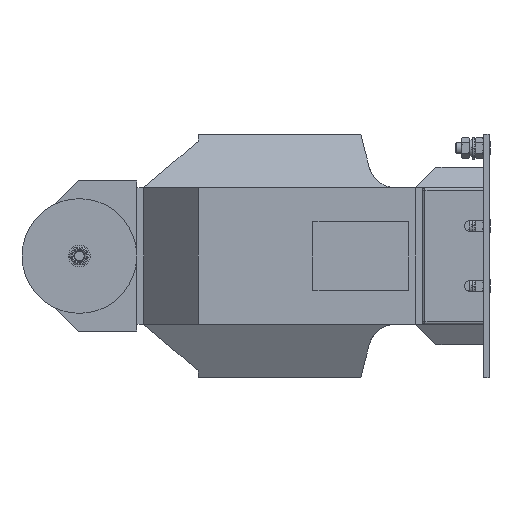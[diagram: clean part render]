
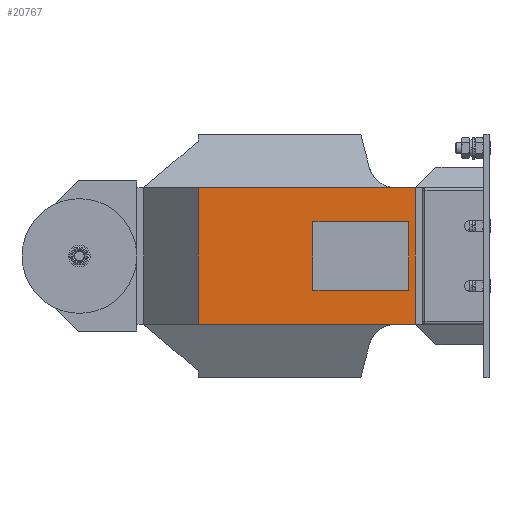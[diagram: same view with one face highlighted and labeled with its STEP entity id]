
A CAD part, left-side view. The second image highlights one B-rep face of the part: STEP entity #20767.
In plain terms, the highlighted planar face has unit normal (-1, 0, 0).
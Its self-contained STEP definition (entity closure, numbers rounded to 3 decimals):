
#1257 = ORIENTED_EDGE ( 'NONE', *, *, #21590, .T. ) ;
#1778 = PLANE ( 'NONE',  #38376 ) ;
#1796 = DIRECTION ( 'NONE',  ( 0., 0., 1. ) ) ;
#2428 = VERTEX_POINT ( 'NONE', #6107 ) ;
#2972 = EDGE_CURVE ( 'NONE', #22048, #15182, #44067, .T. ) ;
#3423 = EDGE_CURVE ( 'NONE', #29248, #41576, #21909, .T. ) ;
#4508 = DIRECTION ( 'NONE',  ( 0., -1., 0. ) ) ;
#5806 = CARTESIAN_POINT ( 'NONE',  ( -30.106, 273.048, 250.574 ) ) ;
#5855 = VECTOR ( 'NONE', #24320, 1000. ) ;
#6107 = CARTESIAN_POINT ( 'NONE',  ( -30.106, 119.048, 314.574 ) ) ;
#6475 = EDGE_CURVE ( 'NONE', #15182, #19729, #23984, .T. ) ;
#6563 = DIRECTION ( 'NONE',  ( 0., 0., -1. ) ) ;
#7184 = ORIENTED_EDGE ( 'NONE', *, *, #11646, .F. ) ;
#8206 = DIRECTION ( 'NONE',  ( 0., 0., 1. ) ) ;
#9050 = DIRECTION ( 'NONE',  ( 1., 0., 0. ) ) ;
#10330 = CARTESIAN_POINT ( 'NONE',  ( -30.106, 318.048, 389.574 ) ) ;
#10834 = VECTOR ( 'NONE', #1796, 1000. ) ;
#11174 = ORIENTED_EDGE ( 'NONE', *, *, #23579, .F. ) ;
#11646 = EDGE_CURVE ( 'NONE', #19729, #2428, #14022, .T. ) ;
#12901 = CARTESIAN_POINT ( 'NONE',  ( -30.106, 189.048, 364.574 ) ) ;
#13031 = CARTESIAN_POINT ( 'NONE',  ( -30.106, 273.048, 289.574 ) ) ;
#13634 = EDGE_CURVE ( 'NONE', #2428, #22048, #25579, .T. ) ;
#14022 = LINE ( 'NONE', #27890, #26865 ) ;
#15182 = VERTEX_POINT ( 'NONE', #34952 ) ;
#15250 = ORIENTED_EDGE ( 'NONE', *, *, #25793, .F. ) ;
#15759 = CARTESIAN_POINT ( 'NONE',  ( -30.106, 273.048, 389.574 ) ) ;
#17907 = VERTEX_POINT ( 'NONE', #34598 ) ;
#19185 = FACE_OUTER_BOUND ( 'NONE', #31832, .T. ) ;
#19203 = LINE ( 'NONE', #32992, #10834 ) ;
#19729 = VERTEX_POINT ( 'NONE', #24255 ) ;
#19820 = DIRECTION ( 'NONE',  ( 0., 0., 1. ) ) ;
#20767 = ADVANCED_FACE ( 'NONE', ( #19185, #32976 ), #1778, .F. ) ;
#21590 = EDGE_CURVE ( 'NONE', #41576, #17907, #19203, .T. ) ;
#21909 = LINE ( 'NONE', #35731, #22665 ) ;
#22048 = VERTEX_POINT ( 'NONE', #24556 ) ;
#22665 = VECTOR ( 'NONE', #4508, 1000. ) ;
#23049 = DIRECTION ( 'NONE',  ( 0., 0., -1. ) ) ;
#23579 = EDGE_CURVE ( 'NONE', #29248, #36479, #37048, .T. ) ;
#23984 = LINE ( 'NONE', #37798, #27924 ) ;
#24255 = CARTESIAN_POINT ( 'NONE',  ( -30.106, 189.048, 314.574 ) ) ;
#24320 = DIRECTION ( 'NONE',  ( 0., -1., 0. ) ) ;
#24556 = CARTESIAN_POINT ( 'NONE',  ( -30.106, 119.048, 364.574 ) ) ;
#25579 = LINE ( 'NONE', #39405, #25743 ) ;
#25743 = VECTOR ( 'NONE', #8206, 1000. ) ;
#25793 = EDGE_CURVE ( 'NONE', #36479, #17907, #41532, .T. ) ;
#26576 = VECTOR ( 'NONE', #26797, 1000. ) ;
#26797 = DIRECTION ( 'NONE',  ( 0., 1., 0. ) ) ;
#26865 = VECTOR ( 'NONE', #41744, 1000. ) ;
#27126 = CARTESIAN_POINT ( 'NONE',  ( -30.106, 114.048, 289.574 ) ) ;
#27890 = CARTESIAN_POINT ( 'NONE',  ( -30.106, 189.048, 314.574 ) ) ;
#27924 = VECTOR ( 'NONE', #6563, 1000. ) ;
#29248 = VERTEX_POINT ( 'NONE', #13031 ) ;
#31832 = EDGE_LOOP ( 'NONE', ( #32339, #1257, #15250, #11174 ) ) ;
#32339 = ORIENTED_EDGE ( 'NONE', *, *, #3423, .T. ) ;
#32976 = FACE_BOUND ( 'NONE', #33487, .T. ) ;
#32992 = CARTESIAN_POINT ( 'NONE',  ( -30.106, 114.048, 250.574 ) ) ;
#33487 = EDGE_LOOP ( 'NONE', ( #7184, #44971, #38911, #41821 ) ) ;
#34598 = CARTESIAN_POINT ( 'NONE',  ( -30.106, 114.048, 389.574 ) ) ;
#34952 = CARTESIAN_POINT ( 'NONE',  ( -30.106, 189.048, 364.574 ) ) ;
#35731 = CARTESIAN_POINT ( 'NONE',  ( -30.106, 318.048, 289.574 ) ) ;
#36479 = VERTEX_POINT ( 'NONE', #15759 ) ;
#37048 = LINE ( 'NONE', #5806, #44979 ) ;
#37798 = CARTESIAN_POINT ( 'NONE',  ( -30.106, 189.048, 364.574 ) ) ;
#38376 = AXIS2_PLACEMENT_3D ( 'NONE', #40265, #9050, #23049 ) ;
#38911 = ORIENTED_EDGE ( 'NONE', *, *, #2972, .F. ) ;
#39405 = CARTESIAN_POINT ( 'NONE',  ( -30.106, 119.048, 364.574 ) ) ;
#40265 = CARTESIAN_POINT ( 'NONE',  ( -30.106, 318.048, 289.574 ) ) ;
#41532 = LINE ( 'NONE', #10330, #5855 ) ;
#41576 = VERTEX_POINT ( 'NONE', #27126 ) ;
#41744 = DIRECTION ( 'NONE',  ( 0., -1., 0. ) ) ;
#41821 = ORIENTED_EDGE ( 'NONE', *, *, #13634, .F. ) ;
#44067 = LINE ( 'NONE', #12901, #26576 ) ;
#44971 = ORIENTED_EDGE ( 'NONE', *, *, #6475, .F. ) ;
#44979 = VECTOR ( 'NONE', #19820, 1000. ) ;
